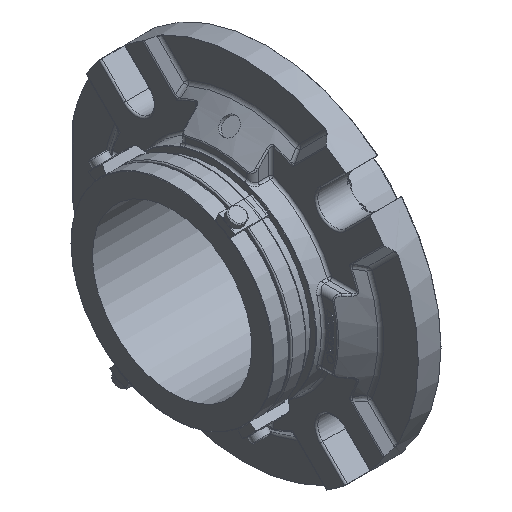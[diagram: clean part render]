
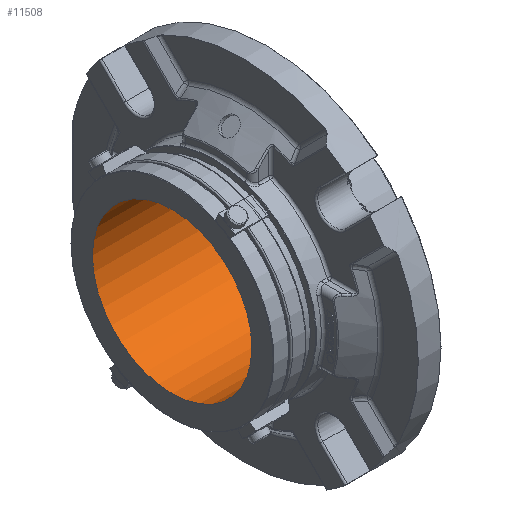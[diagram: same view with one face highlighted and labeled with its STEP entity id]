
A CAD part, isometric view. The second image highlights one B-rep face of the part: STEP entity #11508.
In plain terms, the highlighted cylindrical face has radius 49.212 mm (diameter 98.425 mm), a full revolution.
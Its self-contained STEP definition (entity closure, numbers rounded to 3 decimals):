
#2151=ORIENTED_EDGE('',*,*,#5777,.T.);
#2152=ORIENTED_EDGE('',*,*,#5778,.T.);
#5777=EDGE_CURVE('',#7590,#7590,#8760,.F.);
#5778=EDGE_CURVE('',#7591,#7591,#8761,.F.);
#7590=VERTEX_POINT('',#16765);
#7591=VERTEX_POINT('',#16767);
#8760=CIRCLE('',#12271,49.213);
#8761=CIRCLE('',#12272,49.213);
#9461=EDGE_LOOP('',(#2151));
#9462=EDGE_LOOP('',(#2152));
#10380=FACE_BOUND('',#9461,.T.);
#10381=FACE_BOUND('',#9462,.T.);
#11299=CYLINDRICAL_SURFACE('',#12270,49.213);
#11508=ADVANCED_FACE('',(#10380,#10381),#11299,.F.);
#12270=AXIS2_PLACEMENT_3D('',#16763,#13609,#13610);
#12271=AXIS2_PLACEMENT_3D('',#16764,#13611,#13612);
#12272=AXIS2_PLACEMENT_3D('',#16766,#13613,#13614);
#13609=DIRECTION('',(1.,0.,0.));
#13610=DIRECTION('',(0.,0.,-1.));
#13611=DIRECTION('',(-1.,0.,0.));
#13612=DIRECTION('',(0.,0.,1.));
#13613=DIRECTION('',(1.,0.,0.));
#13614=DIRECTION('',(0.,0.,-1.));
#16763=CARTESIAN_POINT('',(-2.164,0.,0.));
#16764=CARTESIAN_POINT('',(32.436,0.,0.));
#16765=CARTESIAN_POINT('',(32.436,0.,49.213));
#16766=CARTESIAN_POINT('',(-59.957,0.,0.));
#16767=CARTESIAN_POINT('',(-59.957,0.,-49.213));
